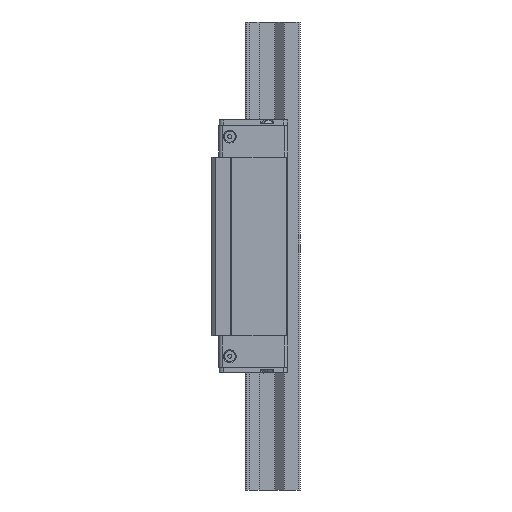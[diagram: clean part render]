
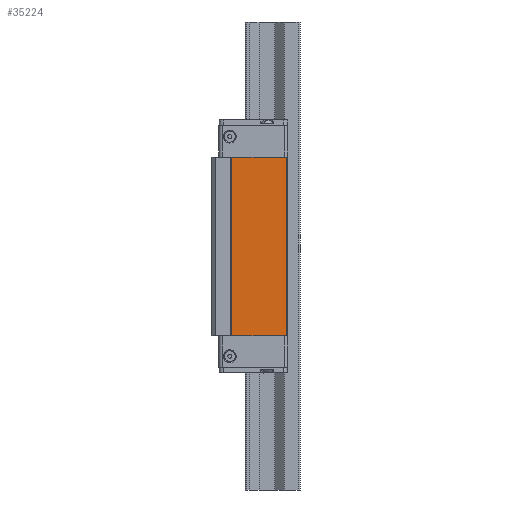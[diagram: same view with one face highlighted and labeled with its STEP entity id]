
A CAD part, left-side view. The second image highlights one B-rep face of the part: STEP entity #35224.
In plain terms, the highlighted planar face has unit normal (-1, 0, 0).
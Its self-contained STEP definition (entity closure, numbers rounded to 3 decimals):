
#172 = VECTOR ( 'NONE', #34414, 1000. ) ;
#895 = VERTEX_POINT ( 'NONE', #46057 ) ;
#1933 = VECTOR ( 'NONE', #54778, 1000. ) ;
#1983 = VERTEX_POINT ( 'NONE', #11140 ) ;
#4084 = PLANE ( 'NONE',  #17629 ) ;
#7386 = VECTOR ( 'NONE', #49783, 1000. ) ;
#7937 = CARTESIAN_POINT ( 'NONE',  ( -29.5, -500000., -45.8 ) ) ;
#8683 = CARTESIAN_POINT ( 'NONE',  ( -29.5, 0., -500000. ) ) ;
#8773 = LINE ( 'NONE', #54574, #7386 ) ;
#11140 = CARTESIAN_POINT ( 'NONE',  ( -29.5, -21., 45.8 ) ) ;
#11295 = LINE ( 'NONE', #35255, #56585 ) ;
#13116 = DIRECTION ( 'NONE',  ( 0., -1., 0. ) ) ;
#13491 = ORIENTED_EDGE ( 'NONE', *, *, #18382, .F. ) ;
#17629 = AXIS2_PLACEMENT_3D ( 'NONE', #8683, #39381, #13116 ) ;
#17778 = CARTESIAN_POINT ( 'NONE',  ( -29.5, 7., -45.8 ) ) ;
#18382 = EDGE_CURVE ( 'NONE', #36280, #46723, #23488, .T. ) ;
#22383 = FACE_OUTER_BOUND ( 'NONE', #51592, .T. ) ;
#23488 = LINE ( 'NONE', #7937, #172 ) ;
#33728 = ORIENTED_EDGE ( 'NONE', *, *, #46709, .T. ) ;
#34414 = DIRECTION ( 'NONE',  ( 0., 1., 0. ) ) ;
#35224 = ADVANCED_FACE ( 'NONE', ( #22383 ), #4084, .T. ) ;
#35255 = CARTESIAN_POINT ( 'NONE',  ( -29.5, -21., -500000. ) ) ;
#36280 = VERTEX_POINT ( 'NONE', #40008 ) ;
#39381 = DIRECTION ( 'NONE',  ( -1., 0., 0. ) ) ;
#40008 = CARTESIAN_POINT ( 'NONE',  ( -29.5, -21., -45.8 ) ) ;
#42742 = EDGE_CURVE ( 'NONE', #46723, #895, #8773, .T. ) ;
#43117 = ORIENTED_EDGE ( 'NONE', *, *, #42742, .F. ) ;
#43657 = DIRECTION ( 'NONE',  ( 0., 0., 1. ) ) ;
#45798 = LINE ( 'NONE', #50935, #1933 ) ;
#46057 = CARTESIAN_POINT ( 'NONE',  ( -29.5, 7., 45.8 ) ) ;
#46709 = EDGE_CURVE ( 'NONE', #36280, #1983, #11295, .T. ) ;
#46723 = VERTEX_POINT ( 'NONE', #17778 ) ;
#49783 = DIRECTION ( 'NONE',  ( 0., 0., 1. ) ) ;
#50935 = CARTESIAN_POINT ( 'NONE',  ( -29.5, -500000., 45.8 ) ) ;
#51592 = EDGE_LOOP ( 'NONE', ( #43117, #13491, #33728, #55032 ) ) ;
#53526 = EDGE_CURVE ( 'NONE', #895, #1983, #45798, .T. ) ;
#54574 = CARTESIAN_POINT ( 'NONE',  ( -29.5, 7., -500000. ) ) ;
#54778 = DIRECTION ( 'NONE',  ( 0., -1., 0. ) ) ;
#55032 = ORIENTED_EDGE ( 'NONE', *, *, #53526, .F. ) ;
#56585 = VECTOR ( 'NONE', #43657, 1000. ) ;
